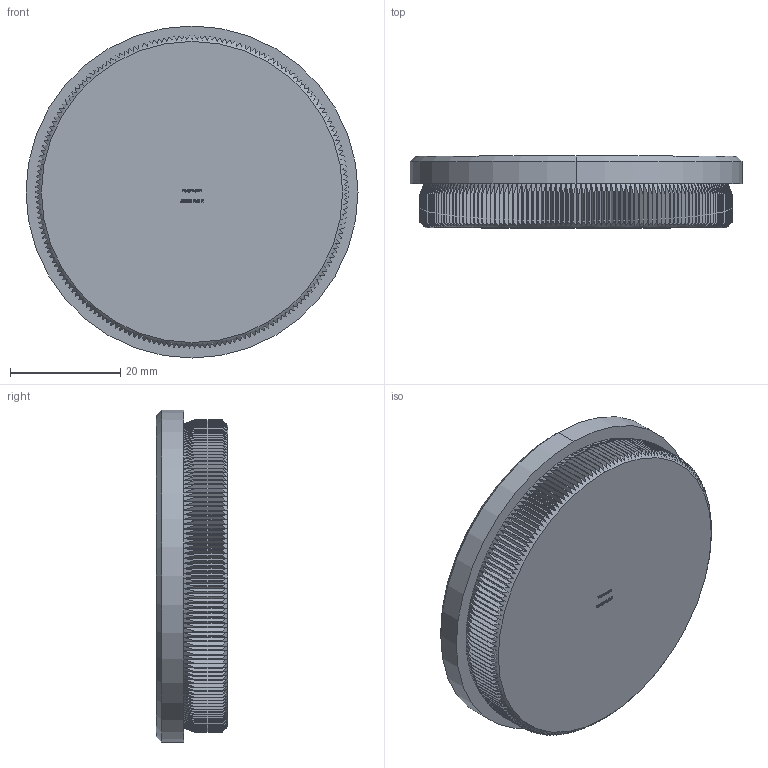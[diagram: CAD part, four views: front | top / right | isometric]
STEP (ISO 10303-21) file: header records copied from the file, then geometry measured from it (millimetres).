
FILE_DESCRIPTION (( 'STEP AP203' ), '1' );
FILE_NAME ('50336-240-2.step', '2018-10-25T12:00:17', ( '' ), ( '' ), 'SwSTEP 2.0', 'SolidWorks 2015', '' );
FILE_SCHEMA (( 'CONFIG_CONTROL_DESIGN' ));
Length unit declared in the file: millimetre
Products named in the file (1): 50336-240-2
Bounding box: 60.3 x 13 x 60.3 mm (x, y, z)
Volume: 33856.9 mm3; surface area: 8949.9 mm2
Topology: 1 solids, 1 shells, 1020 faces, 2589 edges, 1598 vertices
Faces by surface type: plane 511, cone 194, cylinder 192, bspline 123
Entity records: 37770 total; most frequent: CARTESIAN_POINT 15163, ORIENTED_EDGE 5178, DIRECTION 3957, EDGE_CURVE 2589, VERTEX_POINT 1598, AXIS2_PLACEMENT_3D 1476, EDGE_LOOP 1047, FACE_OUTER_BOUND 1020
